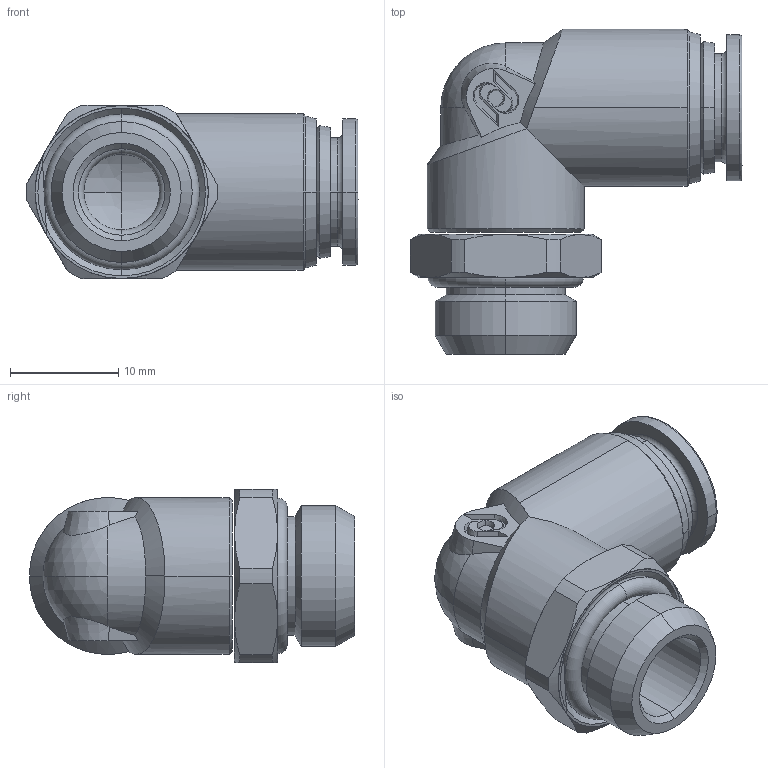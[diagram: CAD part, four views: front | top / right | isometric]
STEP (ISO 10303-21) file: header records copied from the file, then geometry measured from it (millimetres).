
FILE_DESCRIPTION (( 'STEP AP214' ), '1' );
FILE_NAME ('5911600011A.STEP', '2016-05-13T07:00:27', ( '' ), ( '' ), 'SwSTEP 2.0', 'SolidWorks 2016', '' );
FILE_SCHEMA (( 'AUTOMOTIVE_DESIGN' ));
Length unit declared in the file: millimetre
Products named in the file (1): 5911600011A
Bounding box: 30.7 x 30.05 x 16 mm (x, y, z)
Surface area: 3406.8 mm2 (no closed solid volume)
Topology: 0 solids, 7 shells, 189 faces, 481 edges, 307 vertices
Faces by surface type: plane 56, cone 46, bspline 35, cylinder 34, torus 16, sphere 2
Entity records: 9724 total; most frequent: CARTESIAN_POINT 3333, ORIENTED_EDGE 918, DIRECTION 812, EDGE_CURVE 481, AXIS2_PLACEMENT_3D 320, VERTEX_POINT 307, EDGE_LOOP 210, UNCERTAINTY_MEASURE_WITH_UNIT 191
